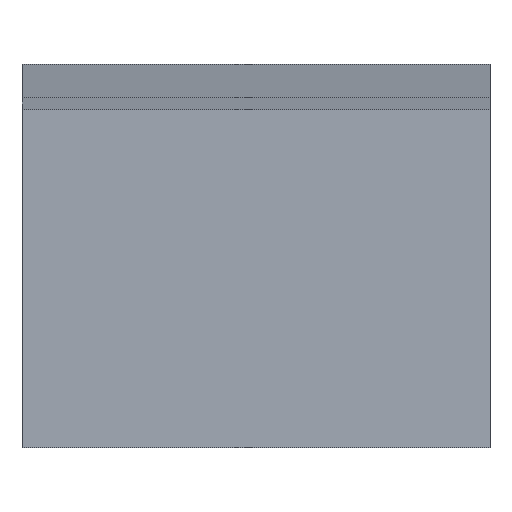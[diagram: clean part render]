
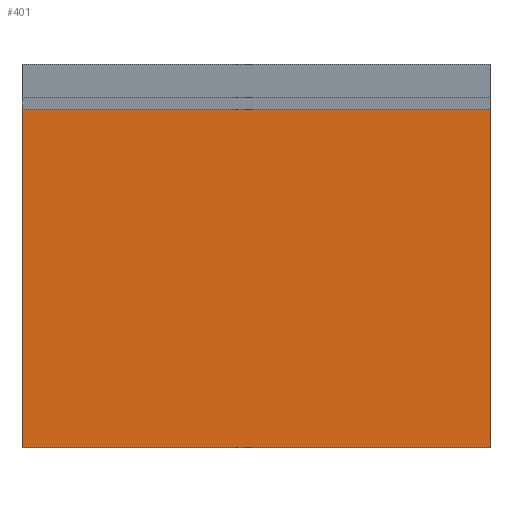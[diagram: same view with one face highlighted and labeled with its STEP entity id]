
A CAD part, front view. The second image highlights one B-rep face of the part: STEP entity #401.
In plain terms, the highlighted planar face has unit normal (0, -1, 0).
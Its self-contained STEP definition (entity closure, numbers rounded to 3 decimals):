
#10 = EDGE_LOOP ( 'NONE', ( #352, #67, #105, #445 ) ) ;
#12 = DIRECTION ( 'NONE',  ( 0., 0., -1. ) ) ;
#13 = AXIS2_PLACEMENT_3D ( 'NONE', #26, #299, #59 ) ;
#17 = CARTESIAN_POINT ( 'NONE',  ( 172.95, -102.829, 54.123 ) ) ;
#26 = CARTESIAN_POINT ( 'NONE',  ( 172.95, -102.829, 54.123 ) ) ;
#31 = CARTESIAN_POINT ( 'NONE',  ( 172.95, -102.829, -70.905 ) ) ;
#59 = DIRECTION ( 'NONE',  ( 0., 0., 1. ) ) ;
#67 = ORIENTED_EDGE ( 'NONE', *, *, #260, .F. ) ;
#100 = CARTESIAN_POINT ( 'NONE',  ( 0., -102.829, 54.123 ) ) ;
#101 = FACE_OUTER_BOUND ( 'NONE', #10, .T. ) ;
#105 = ORIENTED_EDGE ( 'NONE', *, *, #294, .F. ) ;
#106 = PLANE ( 'NONE',  #13 ) ;
#110 = VECTOR ( 'NONE', #12, 1000. ) ;
#117 = VERTEX_POINT ( 'NONE', #431 ) ;
#161 = DIRECTION ( 'NONE',  ( 0., 0., -1. ) ) ;
#163 = VECTOR ( 'NONE', #161, 1000. ) ;
#180 = LINE ( 'NONE', #362, #110 ) ;
#187 = VERTEX_POINT ( 'NONE', #100 ) ;
#193 = CARTESIAN_POINT ( 'NONE',  ( 172.95, -102.829, 54.123 ) ) ;
#213 = CARTESIAN_POINT ( 'NONE',  ( 172.95, -102.829, -70.905 ) ) ;
#214 = VECTOR ( 'NONE', #411, 1000. ) ;
#223 = EDGE_CURVE ( 'NONE', #187, #442, #180, .T. ) ;
#260 = EDGE_CURVE ( 'NONE', #459, #442, #290, .T. ) ;
#266 = LINE ( 'NONE', #193, #214 ) ;
#290 = LINE ( 'NONE', #213, #481 ) ;
#294 = EDGE_CURVE ( 'NONE', #117, #459, #482, .T. ) ;
#299 = DIRECTION ( 'NONE',  ( 0., 1., 0. ) ) ;
#352 = ORIENTED_EDGE ( 'NONE', *, *, #223, .T. ) ;
#362 = CARTESIAN_POINT ( 'NONE',  ( 0., -102.829, 54.123 ) ) ;
#365 = DIRECTION ( 'NONE',  ( -1., 0., 0. ) ) ;
#377 = CARTESIAN_POINT ( 'NONE',  ( 0., -102.829, -70.905 ) ) ;
#401 = ADVANCED_FACE ( 'NONE', ( #101 ), #106, .F. ) ;
#411 = DIRECTION ( 'NONE',  ( -1., 0., 0. ) ) ;
#431 = CARTESIAN_POINT ( 'NONE',  ( 172.95, -102.829, 54.123 ) ) ;
#442 = VERTEX_POINT ( 'NONE', #377 ) ;
#445 = ORIENTED_EDGE ( 'NONE', *, *, #451, .T. ) ;
#451 = EDGE_CURVE ( 'NONE', #117, #187, #266, .T. ) ;
#459 = VERTEX_POINT ( 'NONE', #31 ) ;
#481 = VECTOR ( 'NONE', #365, 1000. ) ;
#482 = LINE ( 'NONE', #17, #163 ) ;
